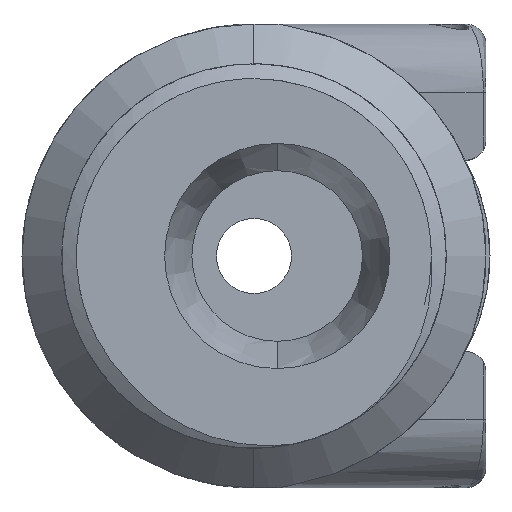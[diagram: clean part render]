
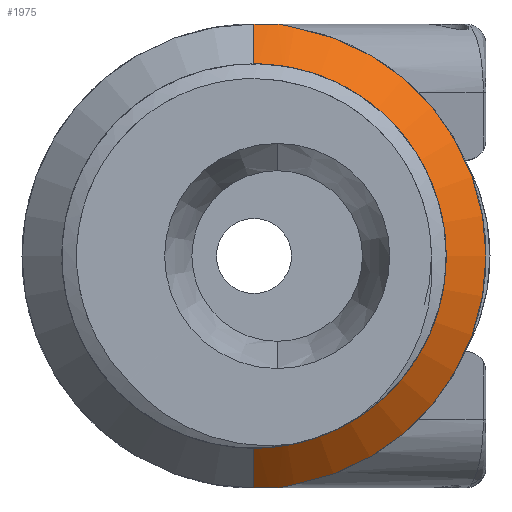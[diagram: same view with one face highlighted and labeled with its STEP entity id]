
A CAD part, front view. The second image highlights one B-rep face of the part: STEP entity #1975.
In plain terms, the highlighted conical face has half-angle 45 degrees and reference radius 13 mm.
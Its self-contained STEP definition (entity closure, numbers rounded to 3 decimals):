
#14 = VERTEX_POINT ( 'NONE', #3257 ) ;
#245 = AXIS2_PLACEMENT_3D ( 'NONE', #599, #6832, #6348 ) ;
#247 = VERTEX_POINT ( 'NONE', #1328 ) ;
#253 = VERTEX_POINT ( 'NONE', #1293 ) ;
#364 = ORIENTED_EDGE ( 'NONE', *, *, #5163, .T. ) ;
#485 = CARTESIAN_POINT ( 'NONE',  ( 0., 14.5, 13. ) ) ;
#599 = CARTESIAN_POINT ( 'NONE',  ( 0., 14.5, 0. ) ) ;
#736 = ORIENTED_EDGE ( 'NONE', *, *, #6813, .T. ) ;
#883 = CARTESIAN_POINT ( 'NONE',  ( 1.145, 18.539, -17. ) ) ;
#903 = CARTESIAN_POINT ( 'NONE',  ( 0., 14.5, 13. ) ) ;
#906 = ORIENTED_EDGE ( 'NONE', *, *, #4386, .F. ) ;
#1155 = ORIENTED_EDGE ( 'NONE', *, *, #4165, .F. ) ;
#1271 = B_SPLINE_CURVE_WITH_KNOTS ( 'NONE', 3,
 ( #5955, #4365, #4732, #6417, #1935, #1273 ),
 .UNSPECIFIED., .F., .F.,
 ( 4, 2, 4 ),
 ( 0., 0.001, 0.002 ),
 .UNSPECIFIED. ) ;
#1273 = CARTESIAN_POINT ( 'NONE',  ( 1.145, 18.539, 17. ) ) ;
#1293 = CARTESIAN_POINT ( 'NONE',  ( 0., 14.5, -13. ) ) ;
#1328 = CARTESIAN_POINT ( 'NONE',  ( 2.958, 18.5, -16.741 ) ) ;
#1413 = CARTESIAN_POINT ( 'NONE',  ( 1.76, 18.569, -16.98 ) ) ;
#1526 = DIRECTION ( 'NONE',  ( 0., 0., -1. ) ) ;
#1685 = CARTESIAN_POINT ( 'NONE',  ( 1.145, 18.539, -17. ) ) ;
#1799 = VERTEX_POINT ( 'NONE', #2977 ) ;
#1935 = CARTESIAN_POINT ( 'NONE',  ( 1.454, 18.559, 17. ) ) ;
#1938 = EDGE_CURVE ( 'NONE', #1983, #2506, #3227, .T. ) ;
#1975 = ADVANCED_FACE ( 'NONE', ( #4661 ), #3478, .T. ) ;
#1983 = VERTEX_POINT ( 'NONE', #1685 ) ;
#2096 = CARTESIAN_POINT ( 'NONE',  ( 0., 14.5, 0. ) ) ;
#2135 = CARTESIAN_POINT ( 'NONE',  ( 1.145, 18.539, -17. ) ) ;
#2506 = VERTEX_POINT ( 'NONE', #3101 ) ;
#2535 = ORIENTED_EDGE ( 'NONE', *, *, #3584, .T. ) ;
#2554 = CARTESIAN_POINT ( 'NONE',  ( 0.762, 18.513, 17. ) ) ;
#2705 = VECTOR ( 'NONE', #5741, 1000. ) ;
#2958 = EDGE_CURVE ( 'NONE', #6246, #14, #3785, .T. ) ;
#2977 = CARTESIAN_POINT ( 'NONE',  ( 1.145, 18.539, 17. ) ) ;
#3101 = CARTESIAN_POINT ( 'NONE',  ( 0., 18.5, -17. ) ) ;
#3112 = CARTESIAN_POINT ( 'NONE',  ( 0., 18.5, 17. ) ) ;
#3155 = DIRECTION ( 'NONE',  ( 0., -1., 0. ) ) ;
#3226 = CIRCLE ( 'NONE', #6237, 17. ) ;
#3227 = B_SPLINE_CURVE_WITH_KNOTS ( 'NONE', 3,
 ( #2135, #7239, #6190, #3255 ),
 .UNSPECIFIED., .F., .F.,
 ( 4, 4 ),
 ( 0.042, 0.043 ),
 .UNSPECIFIED. ) ;
#3255 = CARTESIAN_POINT ( 'NONE',  ( 0., 18.5, -17. ) ) ;
#3257 = CARTESIAN_POINT ( 'NONE',  ( 0., 18.5, 17. ) ) ;
#3261 = EDGE_CURVE ( 'NONE', #1983, #247, #6753, .T. ) ;
#3330 = DIRECTION ( 'NONE',  ( 0., 0.707, 0.707 ) ) ;
#3440 = CARTESIAN_POINT ( 'NONE',  ( 0., 14.5, -13. ) ) ;
#3478 = CONICAL_SURFACE ( 'NONE', #245, 13., 0.785 ) ;
#3584 = EDGE_CURVE ( 'NONE', #253, #2506, #6976, .T. ) ;
#3785 = LINE ( 'NONE', #485, #4698 ) ;
#3971 = ORIENTED_EDGE ( 'NONE', *, *, #3261, .T. ) ;
#4165 = EDGE_CURVE ( 'NONE', #14, #1799, #6872, .T. ) ;
#4245 = CARTESIAN_POINT ( 'NONE',  ( 0.38, 18.5, 17. ) ) ;
#4269 = CARTESIAN_POINT ( 'NONE',  ( 2.365, 18.559, -16.897 ) ) ;
#4365 = CARTESIAN_POINT ( 'NONE',  ( 2.664, 18.539, 16.833 ) ) ;
#4377 = CARTESIAN_POINT ( 'NONE',  ( 2.664, 18.539, -16.833 ) ) ;
#4386 = EDGE_CURVE ( 'NONE', #253, #6246, #6874, .T. ) ;
#4389 = DIRECTION ( 'NONE',  ( 0., -1., 0. ) ) ;
#4461 = CARTESIAN_POINT ( 'NONE',  ( 2.958, 18.5, 16.741 ) ) ;
#4661 = FACE_OUTER_BOUND ( 'NONE', #5671, .T. ) ;
#4698 = VECTOR ( 'NONE', #3330, 1000. ) ;
#4732 = CARTESIAN_POINT ( 'NONE',  ( 2.365, 18.559, 16.897 ) ) ;
#4746 = CARTESIAN_POINT ( 'NONE',  ( 1.145, 18.539, 17. ) ) ;
#4786 = DIRECTION ( 'NONE',  ( 0., 0., 1. ) ) ;
#5163 = EDGE_CURVE ( 'NONE', #247, #7375, #3226, .T. ) ;
#5467 = CARTESIAN_POINT ( 'NONE',  ( 2.958, 18.5, -16.741 ) ) ;
#5671 = EDGE_LOOP ( 'NONE', ( #906, #2535, #5753, #3971, #364, #736, #1155, #7351 ) ) ;
#5741 = DIRECTION ( 'NONE',  ( 0., 0.707, -0.707 ) ) ;
#5753 = ORIENTED_EDGE ( 'NONE', *, *, #1938, .F. ) ;
#5941 = CARTESIAN_POINT ( 'NONE',  ( 0., 18.5, 0. ) ) ;
#5955 = CARTESIAN_POINT ( 'NONE',  ( 2.958, 18.5, 16.741 ) ) ;
#6190 = CARTESIAN_POINT ( 'NONE',  ( 0.382, 18.5, -17. ) ) ;
#6237 = AXIS2_PLACEMENT_3D ( 'NONE', #5941, #3155, #4786 ) ;
#6246 = VERTEX_POINT ( 'NONE', #903 ) ;
#6348 = DIRECTION ( 'NONE',  ( 0., 0., 1. ) ) ;
#6417 = CARTESIAN_POINT ( 'NONE',  ( 1.76, 18.569, 16.98 ) ) ;
#6753 = B_SPLINE_CURVE_WITH_KNOTS ( 'NONE', 3,
 ( #883, #7227, #1413, #4269, #4377, #5467 ),
 .UNSPECIFIED., .F., .F.,
 ( 4, 2, 4 ),
 ( 0., 0.001, 0.002 ),
 .UNSPECIFIED. ) ;
#6813 = EDGE_CURVE ( 'NONE', #7375, #1799, #1271, .T. ) ;
#6832 = DIRECTION ( 'NONE',  ( 0., 1., 0. ) ) ;
#6872 = B_SPLINE_CURVE_WITH_KNOTS ( 'NONE', 3,
 ( #3112, #4245, #2554, #4746 ),
 .UNSPECIFIED., .F., .F.,
 ( 4, 4 ),
 ( 0.021, 0.022 ),
 .UNSPECIFIED. ) ;
#6874 = CIRCLE ( 'NONE', #7347, 13. ) ;
#6976 = LINE ( 'NONE', #3440, #2705 ) ;
#7227 = CARTESIAN_POINT ( 'NONE',  ( 1.454, 18.559, -17. ) ) ;
#7239 = CARTESIAN_POINT ( 'NONE',  ( 0.764, 18.513, -17. ) ) ;
#7347 = AXIS2_PLACEMENT_3D ( 'NONE', #2096, #4389, #1526 ) ;
#7351 = ORIENTED_EDGE ( 'NONE', *, *, #2958, .F. ) ;
#7375 = VERTEX_POINT ( 'NONE', #4461 ) ;
